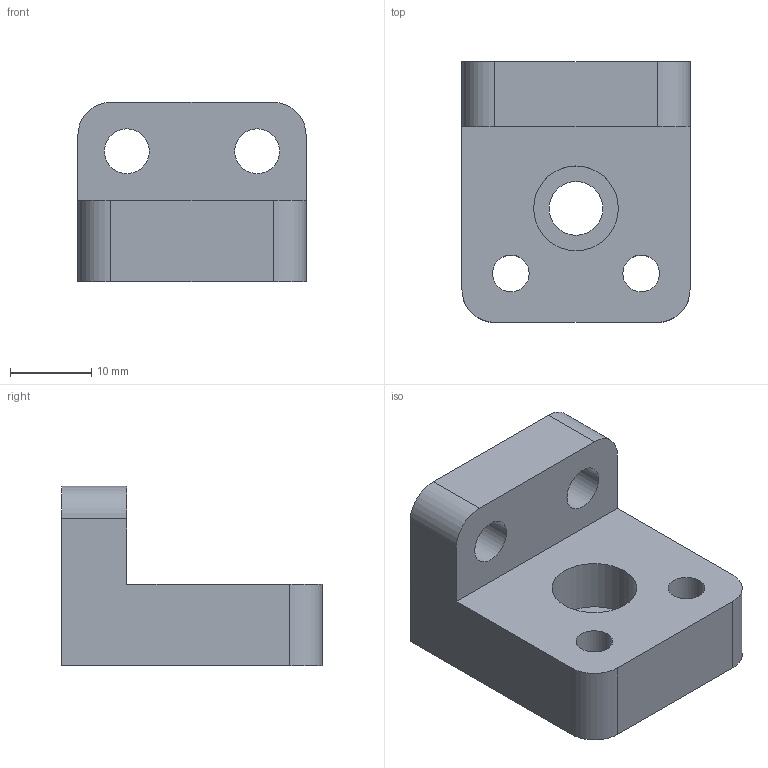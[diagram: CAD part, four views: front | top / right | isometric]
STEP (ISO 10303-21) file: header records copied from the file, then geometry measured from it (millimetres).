
FILE_DESCRIPTION(/* description */ ('Montagewinkel Objektivhalter','CAx-IF Rec.Pracs.---Representation and Presentation of Product Manufacturing Information (PMI)---3.8---2014-02-18'),/* implementation_level */ '2;1');
FILE_NAME(/* name */ '190.163.001.10_Montagewinkel.stp',/* time_stamp */ '2022-12-21T12:15:03+01:00',/* author */ ('t.seeland'),/* organization */ ('Vision & Control'),/* preprocessor_version */ 'ST-DEVELOPER v16.5',/* originating_system */ 'Autodesk Inventor 2017',/* authorisation */ '');
FILE_SCHEMA (('AP242_MANAGED_MODEL_BASED_3D_ENGINEERING_MIM_LF { 1 0 10303 442 1 1 4 }'));
Length unit declared in the file: millimetre
Products named in the file (1): 190.163.001.10
Bounding box: 28 x 32 x 22 mm (x, y, z)
Volume: 10154.3 mm3; surface area: 4383.8 mm2
Topology: 1 solids, 1 shells, 19 faces, 48 edges, 32 vertices
Faces by surface type: cylinder 10, plane 9
Full cylindrical faces by diameter (mm): 4.5 x2, 5.5 x2, 6.6 x1, 10.4 x1
Entity records: 602 total; most frequent: DIRECTION 102, CARTESIAN_POINT 94, ORIENTED_EDGE 84, EDGE_CURVE 42, AXIS2_PLACEMENT_3D 40, EDGE_LOOP 36, VERTEX_POINT 32, LINE 22
